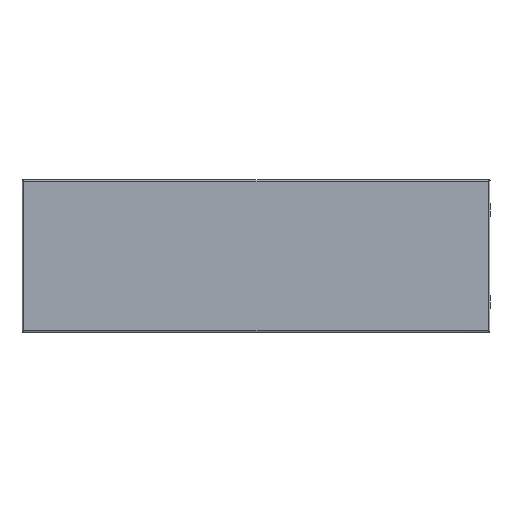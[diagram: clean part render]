
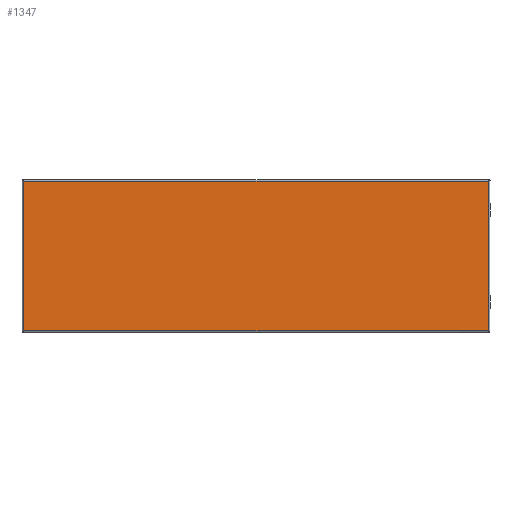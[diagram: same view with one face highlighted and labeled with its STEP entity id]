
A CAD part, top view. The second image highlights one B-rep face of the part: STEP entity #1347.
In plain terms, the highlighted planar face has unit normal (0, 0, 1).
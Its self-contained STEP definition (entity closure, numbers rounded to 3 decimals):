
#28 = CARTESIAN_POINT ( 'NONE',  ( 378.5, -122., 0. ) ) ;
#38 = CARTESIAN_POINT ( 'NONE',  ( 378.5, -3934.5, 0. ) ) ;
#62 = ORIENTED_EDGE ( 'NONE', *, *, #1680, .T. ) ;
#115 = DIRECTION ( 'NONE',  ( 1., 0., 0. ) ) ;
#176 = LINE ( 'NONE', #1673, #270 ) ;
#187 = VERTEX_POINT ( 'NONE', #811 ) ;
#270 = VECTOR ( 'NONE', #115, 1000. ) ;
#319 = DIRECTION ( 'NONE',  ( 0., 0., 1. ) ) ;
#356 = VERTEX_POINT ( 'NONE', #724 ) ;
#438 = ORIENTED_EDGE ( 'NONE', *, *, #905, .T. ) ;
#520 = CARTESIAN_POINT ( 'NONE',  ( -378.5, 3934.5, 0. ) ) ;
#534 = EDGE_LOOP ( 'NONE', ( #62, #1145, #438, #1329 ) ) ;
#560 = DIRECTION ( 'NONE',  ( -1., 0., 0. ) ) ;
#567 = FACE_OUTER_BOUND ( 'NONE', #534, .T. ) ;
#590 = VECTOR ( 'NONE', #1493, 1000. ) ;
#660 = LINE ( 'NONE', #38, #590 ) ;
#724 = CARTESIAN_POINT ( 'NONE',  ( -378.5, 122., 0. ) ) ;
#728 = LINE ( 'NONE', #520, #1158 ) ;
#811 = CARTESIAN_POINT ( 'NONE',  ( -378.5, -122., 0. ) ) ;
#822 = VECTOR ( 'NONE', #560, 1000. ) ;
#905 = EDGE_CURVE ( 'NONE', #1061, #356, #1516, .T. ) ;
#996 = CARTESIAN_POINT ( 'NONE',  ( 4191., 122., 0. ) ) ;
#1061 = VERTEX_POINT ( 'NONE', #1859 ) ;
#1145 = ORIENTED_EDGE ( 'NONE', *, *, #1442, .T. ) ;
#1157 = CARTESIAN_POINT ( 'NONE',  ( 0., 0., 0. ) ) ;
#1158 = VECTOR ( 'NONE', #1502, 1000. ) ;
#1178 = PLANE ( 'NONE',  #1511 ) ;
#1329 = ORIENTED_EDGE ( 'NONE', *, *, #1578, .T. ) ;
#1347 = ADVANCED_FACE ( 'NONE', ( #567 ), #1178, .T. ) ;
#1427 = VERTEX_POINT ( 'NONE', #28 ) ;
#1442 = EDGE_CURVE ( 'NONE', #1427, #1061, #660, .T. ) ;
#1493 = DIRECTION ( 'NONE',  ( 0., 1., 0. ) ) ;
#1502 = DIRECTION ( 'NONE',  ( 0., -1., 0. ) ) ;
#1511 = AXIS2_PLACEMENT_3D ( 'NONE', #1157, #319, #1873 ) ;
#1516 = LINE ( 'NONE', #996, #822 ) ;
#1578 = EDGE_CURVE ( 'NONE', #356, #187, #728, .T. ) ;
#1673 = CARTESIAN_POINT ( 'NONE',  ( -4191., -122., 0. ) ) ;
#1680 = EDGE_CURVE ( 'NONE', #187, #1427, #176, .T. ) ;
#1859 = CARTESIAN_POINT ( 'NONE',  ( 378.5, 122., 0. ) ) ;
#1873 = DIRECTION ( 'NONE',  ( 1., 0., 0. ) ) ;
